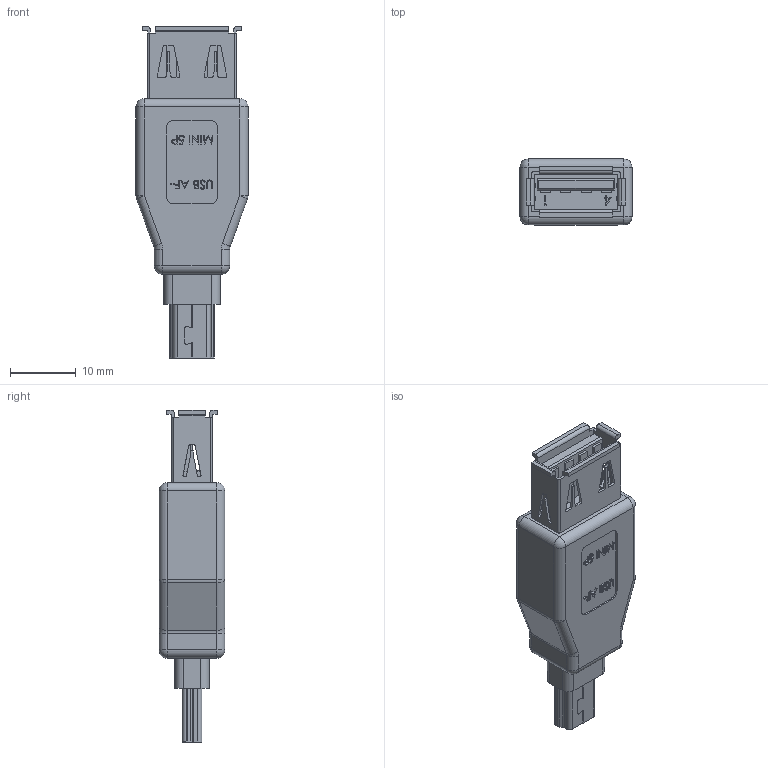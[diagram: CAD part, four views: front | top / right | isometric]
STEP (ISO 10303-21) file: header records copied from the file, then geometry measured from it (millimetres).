
FILE_DESCRIPTION (( 'STEP AP214' ), '1' );
FILE_NAME ('U3C00027.STEP', '2018-04-19T16:34:22', ( '' ), ( '' ), 'SwSTEP 2.0', 'SolidWorks 2017', '' );
FILE_SCHEMA (( 'AUTOMOTIVE_DESIGN' ));
Length unit declared in the file: inch
Products named in the file (8): 1AA05-013_FOR OVER-MOLD; 1AA05-013-MA4___; 1AA05-013-MA3___; 1AA05-013-MA2_FOR OVERMOLD; 1AA05-013-MA1___; 1AA05-020; U3C00027-MA1; U3C00027
Assembly tree (7 placements, depth 3):
  U3C00027
    U3C00027-MA1
    1AA05-020
    1AA05-013_FOR OVER-MOLD
      1AA05-013-MA1___
      1AA05-013-MA2_FOR OVERMOLD
      1AA05-013-MA3___
      1AA05-013-MA4___
Bounding box: 17 x 10 x 50.37 mm (x, y, z)
Volume: 3726.8 mm3; surface area: 4926.9 mm2
Topology: 10 solids, 10 shells, 1151 faces, 3001 edges, 1952 vertices
Faces by surface type: plane 889, cylinder 191, bspline 55, sphere 12, torus 4
Full cylindrical faces by diameter (mm): 1.016 x1
Entity records: 39239 total; most frequent: CARTESIAN_POINT 9157, ORIENTED_EDGE 5976, DIRECTION 5448, EDGE_CURVE 2988, VECTOR 2486, LINE 2486, VERTEX_POINT 1952, AXIS2_PLACEMENT_3D 1481
